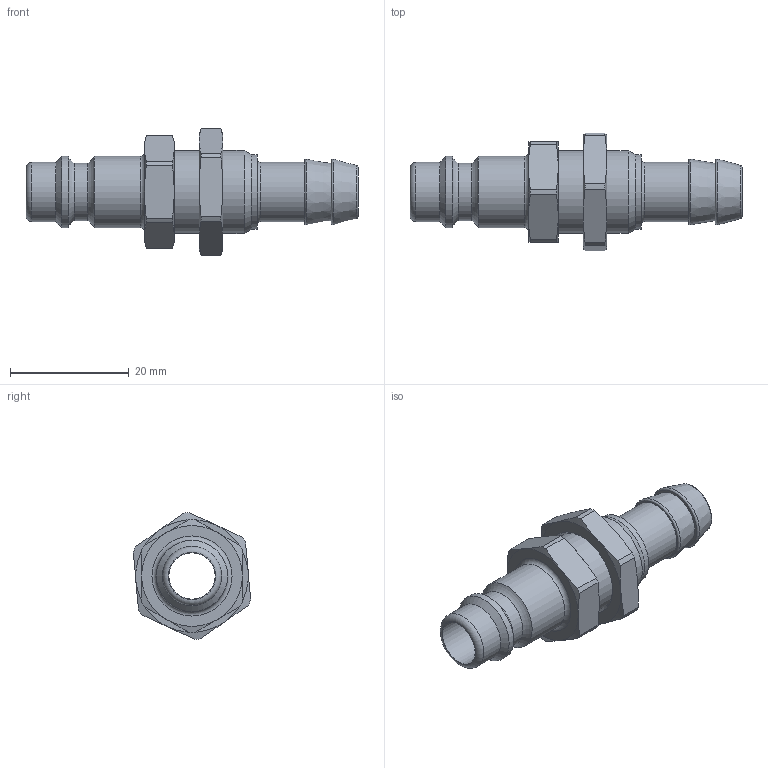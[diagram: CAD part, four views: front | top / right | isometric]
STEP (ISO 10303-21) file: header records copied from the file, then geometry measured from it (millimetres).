
FILE_DESCRIPTION((''),'2;1');
FILE_NAME('26sfts10mxn.stp','2013-01-17T14:49:16',('IA176480'),(''),'Autodesk Inventor 2011','Autodesk Inventor 2011','');
FILE_SCHEMA(('AUTOMOTIVE_DESIGN { 1 0 10303 214 1 1 1 1 }'));
Length unit declared in the file: millimetre
Products named in the file (3): D105668; D105667; D105666
Assembly tree (2 placements, depth 2):
  D105668
    D105667
    D105666
Bounding box: 56 x 19.8 x 21.38 mm (x, y, z)
Volume: 4594.2 mm3; surface area: 4592.6 mm2
Topology: 2 solids, 2 shells, 80 faces, 173 edges, 102 vertices
Faces by surface type: cone 30, plane 21, cylinder 21, torus 8
Full cylindrical faces by diameter (mm): 7.8 x1, 9.75 x1, 10 x2, 12 x2, 12.6 x1, 14 x2
Entity records: 2082 total; most frequent: CARTESIAN_POINT 433, DIRECTION 350, ORIENTED_EDGE 300, AXIS2_PLACEMENT_3D 163, EDGE_CURVE 150, EDGE_LOOP 112, VERTEX_POINT 102, FACE_OUTER_BOUND 80
